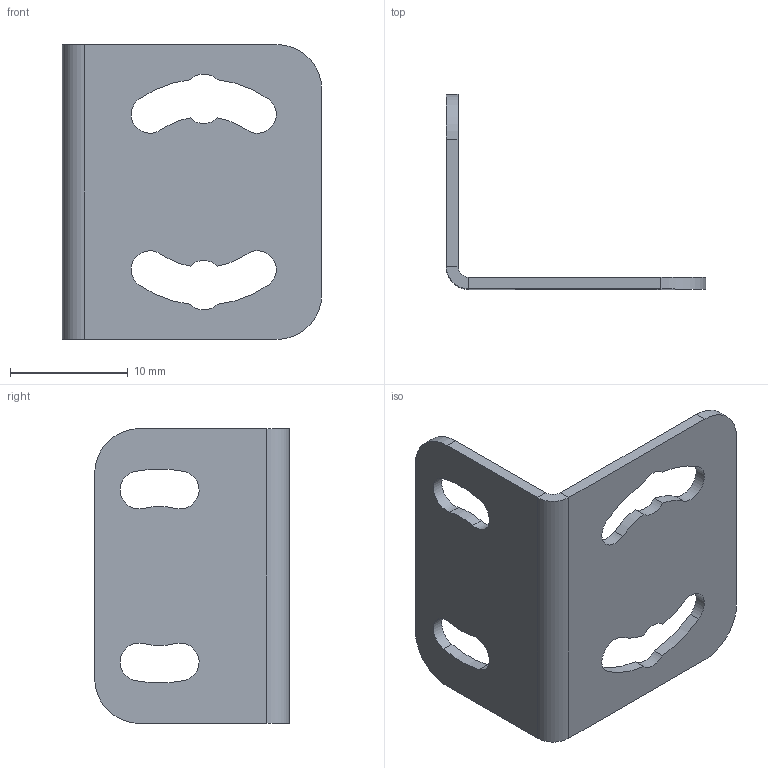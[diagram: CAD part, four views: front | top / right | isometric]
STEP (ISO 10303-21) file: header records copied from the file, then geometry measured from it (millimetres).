
FILE_DESCRIPTION((''),'2;1');
FILE_NAME('185323_ASM','2014-12-15T',('pdmadmin'),(''),'PRO/ENGINEER BY PARAMETRIC TECHNOLOGY CORPORATION, 2013230','PRO/ENGINEER BY PARAMETRIC TECHNOLOGY CORPORATION, 2013230','');
FILE_SCHEMA(('CONFIG_CONTROL_DESIGN'));
Length unit declared in the file: millimetre
Products named in the file (2): 162330; 185323_ASM
Assembly tree (1 placements, depth 2):
  185323_ASM
    162330
Bounding box: 22 x 16.5 x 25 mm (x, y, z)
Volume: 790.2 mm3; surface area: 1791.7 mm2
Topology: 1 solids, 1 shells, 42 faces, 112 edges, 72 vertices
Faces by surface type: cylinder 30, plane 12
Entity records: 1415 total; most frequent: DIRECTION 262, CARTESIAN_POINT 229, ORIENTED_EDGE 224, EDGE_CURVE 112, AXIS2_PLACEMENT_3D 105, VERTEX_POINT 72, CIRCLE 60, VECTOR 52
